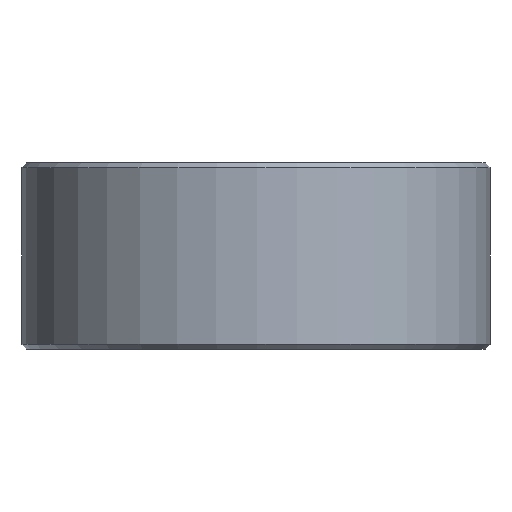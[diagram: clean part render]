
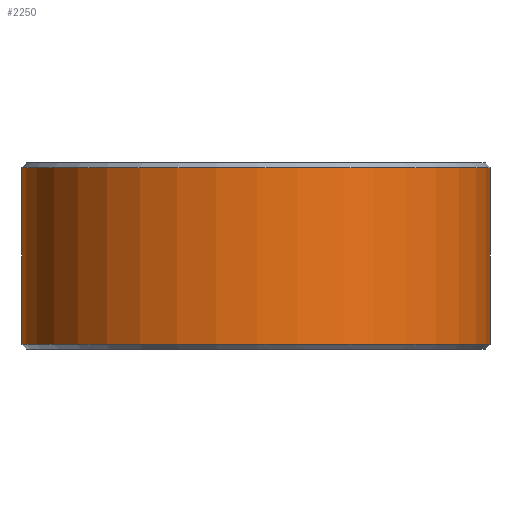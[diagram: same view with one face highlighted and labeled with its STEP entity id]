
A CAD part, left-side view. The second image highlights one B-rep face of the part: STEP entity #2250.
In plain terms, the highlighted cylindrical face has radius 25.125 mm (diameter 50.25 mm), a partial arc.
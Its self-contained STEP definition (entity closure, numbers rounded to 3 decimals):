
#49=CYLINDRICAL_SURFACE('',#2527,25.125);
#131=CIRCLE('',#2417,25.125);
#161=CIRCLE('',#2477,25.125);
#373=FACE_OUTER_BOUND('',#514,.T.);
#514=EDGE_LOOP('',(#2014,#2015,#2016,#2017));
#710=LINE('',#3945,#904);
#711=LINE('',#3947,#905);
#904=VECTOR('',#3236,10.);
#905=VECTOR('',#3239,10.);
#1027=VERTEX_POINT('',#3680);
#1029=VERTEX_POINT('',#3686);
#1069=VERTEX_POINT('',#3824);
#1071=VERTEX_POINT('',#3830);
#1285=EDGE_CURVE('',#1029,#1027,#131,.T.);
#1357=EDGE_CURVE('',#1071,#1069,#161,.T.);
#1415=EDGE_CURVE('',#1029,#1069,#710,.T.);
#1416=EDGE_CURVE('',#1027,#1071,#711,.T.);
#2014=ORIENTED_EDGE('',*,*,#1285,.F.);
#2015=ORIENTED_EDGE('',*,*,#1415,.T.);
#2016=ORIENTED_EDGE('',*,*,#1357,.F.);
#2017=ORIENTED_EDGE('',*,*,#1416,.F.);
#2250=ADVANCED_FACE('',(#373),#49,.T.);
#2417=AXIS2_PLACEMENT_3D('',#3688,#2936,#2937);
#2477=AXIS2_PLACEMENT_3D('',#3832,#3098,#3099);
#2527=AXIS2_PLACEMENT_3D('',#3946,#3237,#3238);
#2936=DIRECTION('center_axis',(0.,0.,-1.));
#2937=DIRECTION('ref_axis',(-0.536,-0.844,0.));
#3098=DIRECTION('center_axis',(0.,0.,1.));
#3099=DIRECTION('ref_axis',(-0.536,-0.844,0.));
#3236=DIRECTION('',(0.,0.,1.));
#3237=DIRECTION('center_axis',(0.,0.,1.));
#3238=DIRECTION('ref_axis',(-0.967,0.255,0.));
#3239=DIRECTION('',(0.,0.,1.));
#3680=CARTESIAN_POINT('',(12.37,21.869,0.5));
#3686=CARTESIAN_POINT('',(0.,-25.125,0.5));
#3688=CARTESIAN_POINT('Origin',(0.,0.,0.5));
#3824=CARTESIAN_POINT('',(0.,-25.125,19.5));
#3830=CARTESIAN_POINT('',(12.37,21.869,19.5));
#3832=CARTESIAN_POINT('Origin',(0.,0.,19.5));
#3945=CARTESIAN_POINT('',(0.,-25.125,0.));
#3946=CARTESIAN_POINT('Origin',(0.,0.,0.));
#3947=CARTESIAN_POINT('',(12.37,21.869,0.));
